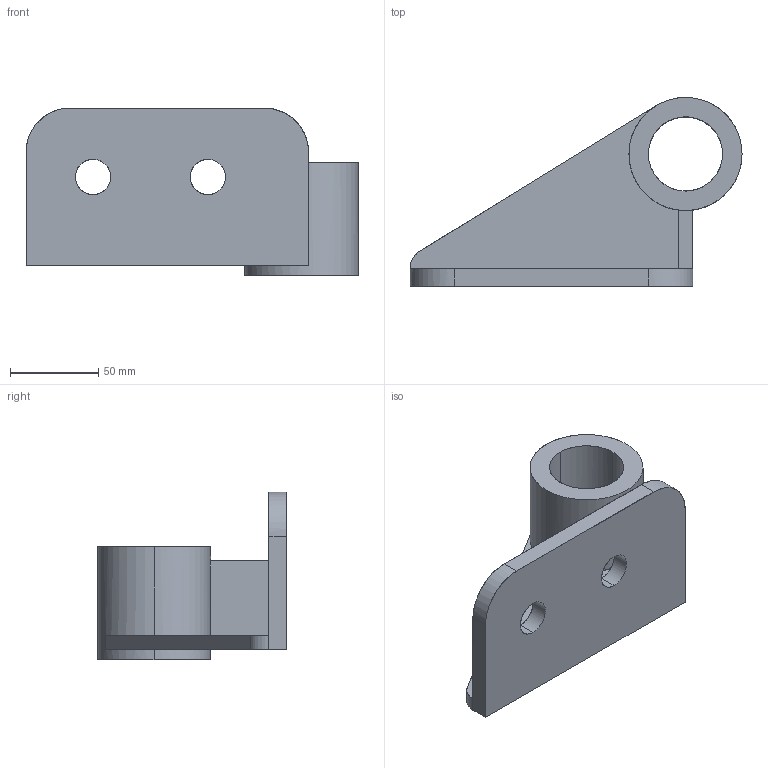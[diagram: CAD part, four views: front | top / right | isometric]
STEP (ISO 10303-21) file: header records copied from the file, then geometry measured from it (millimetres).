
FILE_DESCRIPTION(/* description */ (''),/* implementation_level */ '2;1');
FILE_NAME(/* name */ 'bracket',/* time_stamp */ '2023-05-05T10:43:24+08:00',/* author */ (''),/* organization */ (''),/* preprocessor_version */ 'ST-DEVELOPER v16.5',/* originating_system */ 'Rhino 7.28',/* authorisation */ '');
FILE_SCHEMA (('CONFIG_CONTROL_DESIGN'));
Length unit declared in the file: millimetre
Products named in the file (1): Document
Bounding box: 188 x 107 x 95 mm (x, y, z)
Surface area: 73509.1 mm2 (no closed solid volume)
Topology: 0 solids, 25 shells, 25 faces, 110 edges, 110 vertices
Faces by surface type: cylinder 13, plane 12
Entity records: 1201 total; most frequent: CARTESIAN_POINT 505, ORIENTED_EDGE 110, EDGE_CURVE 110, VERTEX_POINT 110, B_SPLINE_CURVE_WITH_KNOTS 64, EDGE_LOOP 31, DIRECTION 29, AXIS2_PLACEMENT_3D 27
